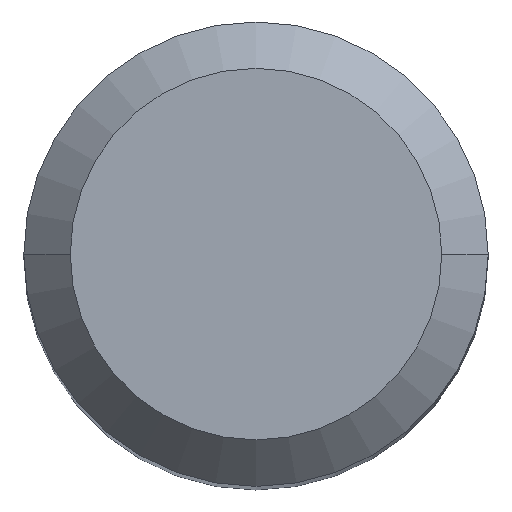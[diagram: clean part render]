
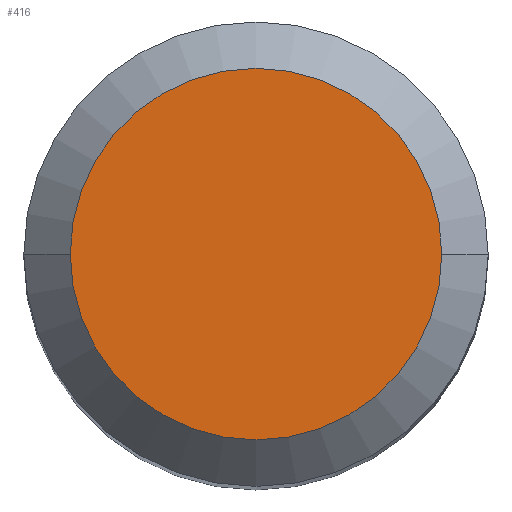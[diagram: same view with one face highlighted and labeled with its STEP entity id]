
A CAD part, top view. The second image highlights one B-rep face of the part: STEP entity #416.
In plain terms, the highlighted planar face has unit normal (0, 0, 1).
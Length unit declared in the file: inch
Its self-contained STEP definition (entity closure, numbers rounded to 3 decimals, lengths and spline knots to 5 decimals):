
#8 = EDGE_LOOP ( 'NONE', ( #202, #478 ) ) ;
#12 = DIRECTION ( 'NONE',  ( 0., 0., 1. ) ) ;
#60 = PLANE ( 'NONE',  #420 ) ;
#62 = CARTESIAN_POINT ( 'NONE',  ( 0., 0., 0. ) ) ;
#132 = DIRECTION ( 'NONE',  ( 0., 0., -1. ) ) ;
#137 = CARTESIAN_POINT ( 'NONE',  ( 0., 0., 0. ) ) ;
#202 = ORIENTED_EDGE ( 'NONE', *, *, #489, .T. ) ;
#208 = DIRECTION ( 'NONE',  ( 1., 0., 0. ) ) ;
#215 = CIRCLE ( 'NONE', #408, 0.15748 ) ;
#220 = AXIS2_PLACEMENT_3D ( 'NONE', #232, #12, #424 ) ;
#232 = CARTESIAN_POINT ( 'NONE',  ( 0., 0., 0. ) ) ;
#273 = VERTEX_POINT ( 'NONE', #396 ) ;
#318 = FACE_OUTER_BOUND ( 'NONE', #8, .T. ) ;
#322 = DIRECTION ( 'NONE',  ( -1., 0., 0. ) ) ;
#335 = CIRCLE ( 'NONE', #220, 0.15748 ) ;
#340 = EDGE_CURVE ( 'NONE', #273, #342, #215, .T. ) ;
#342 = VERTEX_POINT ( 'NONE', #432 ) ;
#396 = CARTESIAN_POINT ( 'NONE',  ( 0.15748, 0., 0. ) ) ;
#408 = AXIS2_PLACEMENT_3D ( 'NONE', #62, #411, #208 ) ;
#411 = DIRECTION ( 'NONE',  ( 0., 0., 1. ) ) ;
#416 = ADVANCED_FACE ( 'NONE', ( #318 ), #60, .F. ) ;
#420 = AXIS2_PLACEMENT_3D ( 'NONE', #137, #132, #322 ) ;
#424 = DIRECTION ( 'NONE',  ( 1., 0., 0. ) ) ;
#432 = CARTESIAN_POINT ( 'NONE',  ( -0.15748, 0., 0. ) ) ;
#478 = ORIENTED_EDGE ( 'NONE', *, *, #340, .T. ) ;
#489 = EDGE_CURVE ( 'NONE', #342, #273, #335, .T. ) ;
